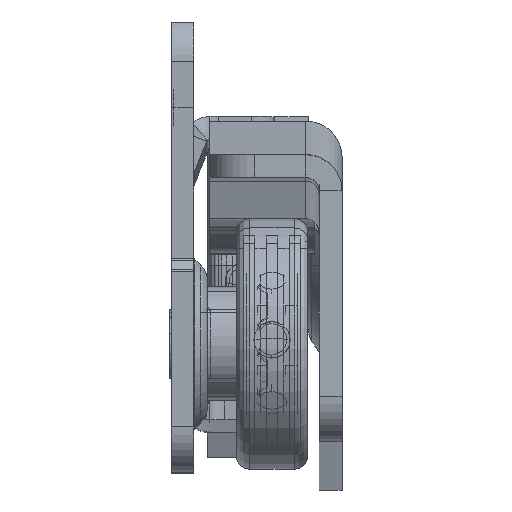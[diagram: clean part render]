
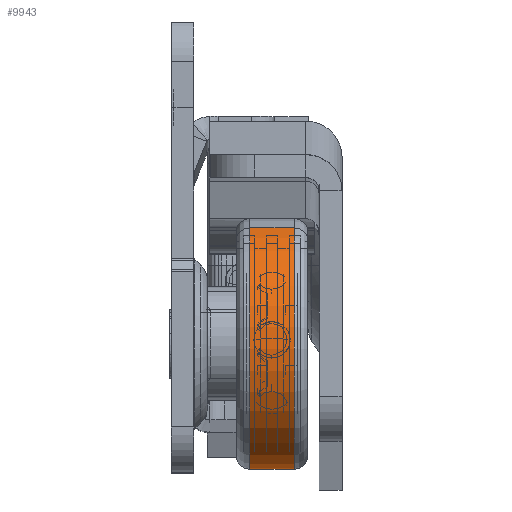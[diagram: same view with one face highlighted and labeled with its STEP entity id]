
A CAD part, top view. The second image highlights one B-rep face of the part: STEP entity #9943.
In plain terms, the highlighted cylindrical face has radius 11 mm (diameter 22 mm), a partial arc.
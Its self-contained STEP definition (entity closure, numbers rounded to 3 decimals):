
#1553 = CARTESIAN_POINT ( 'NONE',  ( 5.1, 0., 0. ) ) ;
#2407 = LINE ( 'NONE', #20210, #7404 ) ;
#3285 = CARTESIAN_POINT ( 'NONE',  ( 5.1, 0., -11. ) ) ;
#3387 = VERTEX_POINT ( 'NONE', #3285 ) ;
#4227 = VECTOR ( 'NONE', #6430, 1000. ) ;
#6142 = CIRCLE ( 'NONE', #33193, 11. ) ;
#6430 = DIRECTION ( 'NONE',  ( -1., 0., 0. ) ) ;
#6747 = DIRECTION ( 'NONE',  ( -1., 0., 0. ) ) ;
#7404 = VECTOR ( 'NONE', #37993, 1000. ) ;
#7552 = ORIENTED_EDGE ( 'NONE', *, *, #33287, .F. ) ;
#9943 = ADVANCED_FACE ( 'NONE', ( #41120 ), #23031, .T. ) ;
#11445 = EDGE_CURVE ( 'NONE', #12903, #3387, #6142, .T. ) ;
#12903 = VERTEX_POINT ( 'NONE', #45638 ) ;
#16956 = DIRECTION ( 'NONE',  ( -1., 0., 0. ) ) ;
#18010 = AXIS2_PLACEMENT_3D ( 'NONE', #52727, #43405, #39901 ) ;
#20210 = CARTESIAN_POINT ( 'NONE',  ( 0., 0., 11. ) ) ;
#22945 = CARTESIAN_POINT ( 'NONE',  ( 1.2, 0., 11. ) ) ;
#23031 = CYLINDRICAL_SURFACE ( 'NONE', #51632, 11. ) ;
#23032 = VERTEX_POINT ( 'NONE', #37792 ) ;
#23961 = LINE ( 'NONE', #32737, #4227 ) ;
#31180 = VERTEX_POINT ( 'NONE', #22945 ) ;
#32737 = CARTESIAN_POINT ( 'NONE',  ( 0., 0., -11. ) ) ;
#33193 = AXIS2_PLACEMENT_3D ( 'NONE', #1553, #6747, #42667 ) ;
#33232 = ORIENTED_EDGE ( 'NONE', *, *, #11445, .T. ) ;
#33287 = EDGE_CURVE ( 'NONE', #31180, #23032, #38464, .T. ) ;
#36433 = DIRECTION ( 'NONE',  ( 0., 0., 1. ) ) ;
#37792 = CARTESIAN_POINT ( 'NONE',  ( 1.2, 0., -11. ) ) ;
#37993 = DIRECTION ( 'NONE',  ( -1., 0., 0. ) ) ;
#38464 = CIRCLE ( 'NONE', #18010, 11. ) ;
#39901 = DIRECTION ( 'NONE',  ( 0., 0., 1. ) ) ;
#41120 = FACE_OUTER_BOUND ( 'NONE', #41240, .T. ) ;
#41240 = EDGE_LOOP ( 'NONE', ( #33232, #54464, #7552, #44115 ) ) ;
#42667 = DIRECTION ( 'NONE',  ( 0., 0., 1. ) ) ;
#43405 = DIRECTION ( 'NONE',  ( -1., 0., 0. ) ) ;
#43508 = CARTESIAN_POINT ( 'NONE',  ( 0., 0., 0. ) ) ;
#44115 = ORIENTED_EDGE ( 'NONE', *, *, #45332, .F. ) ;
#45332 = EDGE_CURVE ( 'NONE', #12903, #31180, #2407, .T. ) ;
#45638 = CARTESIAN_POINT ( 'NONE',  ( 5.1, 0., 11. ) ) ;
#51632 = AXIS2_PLACEMENT_3D ( 'NONE', #43508, #16956, #36433 ) ;
#52432 = EDGE_CURVE ( 'NONE', #3387, #23032, #23961, .T. ) ;
#52727 = CARTESIAN_POINT ( 'NONE',  ( 1.2, 0., 0. ) ) ;
#54464 = ORIENTED_EDGE ( 'NONE', *, *, #52432, .T. ) ;
